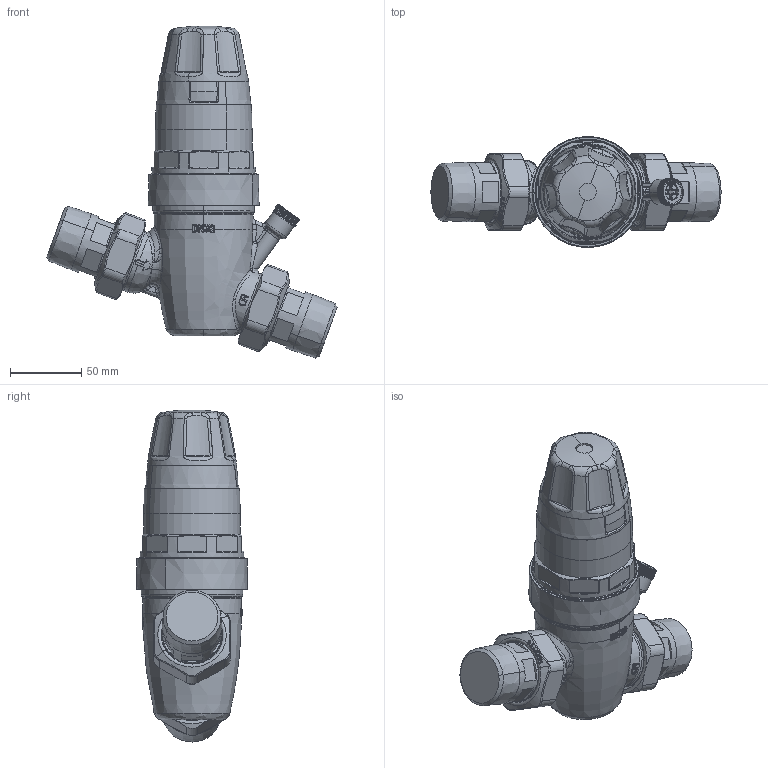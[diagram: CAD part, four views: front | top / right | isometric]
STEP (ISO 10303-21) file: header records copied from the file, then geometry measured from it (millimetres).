
FILE_DESCRIPTION(('CATIA V5 STEP Exchange'),'2;1');
FILE_NAME('STEP_535070H_-_TST.stp','2018-08-29T08:23:18+00:00',('none'),('none'),'CATIA Version 5-6 Release 2016 SP4','CATIA V5 STEP AP203','none');
FILE_SCHEMA(('CONFIG_CONTROL_DESIGN'));
Length unit declared in the file: millimetre
Products named in the file (1): 535070H - TST
Bounding box: 204.2 x 78.06 x 233.69 mm (x, y, z)
Volume: 965143.3 mm3; surface area: 96326.9 mm2
Topology: 1 solids, 15 shells, 3353 faces, 8440 edges, 4870 vertices
Faces by surface type: bspline 1488, plane 677, cylinder 594, torus 214, sphere 168, cone 142, revolution 70
Entity records: 176857 total; most frequent: CARTESIAN_POINT 115917, ORIENTED_EDGE 16332, EDGE_CURVE 8166, DIRECTION 5768, B_SPLINE_CURVE_WITH_KNOTS 5134, VERTEX_POINT 4870, EDGE_LOOP 3408, ADVANCED_FACE 3353
